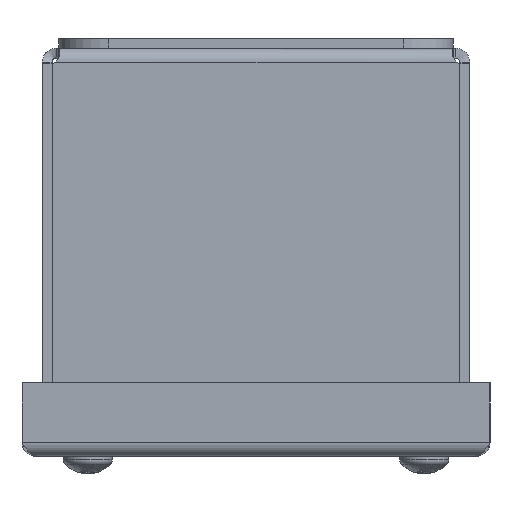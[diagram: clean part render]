
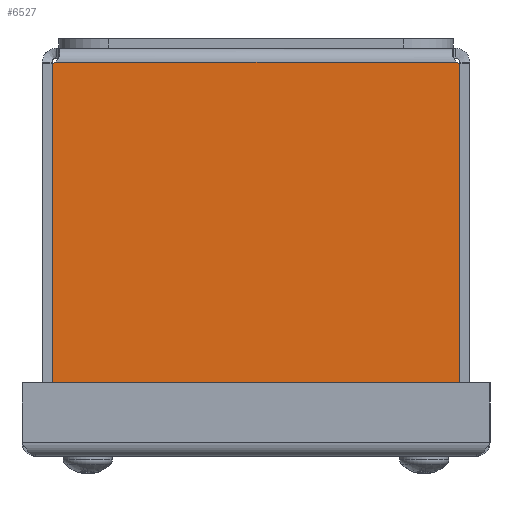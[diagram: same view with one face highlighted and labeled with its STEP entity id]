
A CAD part, front view. The second image highlights one B-rep face of the part: STEP entity #6527.
In plain terms, the highlighted planar face has unit normal (0, -1, 0).
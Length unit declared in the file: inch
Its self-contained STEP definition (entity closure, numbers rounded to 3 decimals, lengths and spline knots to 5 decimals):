
#377=CIRCLE('',#7033,0.07);
#379=CIRCLE('',#7036,0.07);
#704=PLANE('',#7035);
#1035=FACE_OUTER_BOUND('',#1441,.T.);
#1441=EDGE_LOOP('',(#5767,#5768,#5769,#5770,#5771,#5772));
#2016=LINE('',#11054,#2604);
#2024=LINE('',#11075,#2612);
#2068=LINE('',#11491,#2656);
#2069=LINE('',#11493,#2657);
#2604=VECTOR('',#8488,3.10059);
#2612=VECTOR('',#8516,2.58869);
#2656=VECTOR('',#8618,2.58869);
#2657=VECTOR('',#8619,3.04583);
#3239=VERTEX_POINT('',#11051);
#3240=VERTEX_POINT('',#11053);
#3243=VERTEX_POINT('',#11074);
#3276=VERTEX_POINT('',#11483);
#3277=VERTEX_POINT('',#11485);
#3279=VERTEX_POINT('',#11492);
#4047=EDGE_CURVE('',#3240,#3239,#2016,.T.);
#4058=EDGE_CURVE('',#3240,#3243,#2024,.T.);
#4119=EDGE_CURVE('',#3277,#3276,#377,.T.);
#4122=EDGE_CURVE('',#3277,#3239,#2068,.T.);
#4123=EDGE_CURVE('',#3276,#3279,#2069,.T.);
#4124=EDGE_CURVE('',#3279,#3243,#379,.T.);
#5767=ORIENTED_EDGE('',*,*,#4047,.T.);
#5768=ORIENTED_EDGE('',*,*,#4122,.F.);
#5769=ORIENTED_EDGE('',*,*,#4119,.T.);
#5770=ORIENTED_EDGE('',*,*,#4123,.T.);
#5771=ORIENTED_EDGE('',*,*,#4124,.T.);
#5772=ORIENTED_EDGE('',*,*,#4058,.F.);
#6527=ADVANCED_FACE('',(#1035),#704,.F.);
#7033=AXIS2_PLACEMENT_3D('',#11486,#8611,#8612);
#7035=AXIS2_PLACEMENT_3D('',#11490,#8616,#8617);
#7036=AXIS2_PLACEMENT_3D('',#11494,#8620,#8621);
#8488=DIRECTION('',(-1.,0.,0.));
#8516=DIRECTION('',(0.,0.,-1.));
#8611=DIRECTION('center_axis',(0.,1.,0.));
#8612=DIRECTION('ref_axis',(1.,0.,0.));
#8616=DIRECTION('center_axis',(0.,1.,0.));
#8617=DIRECTION('ref_axis',(1.,0.,0.));
#8618=DIRECTION('',(0.,0.,1.));
#8619=DIRECTION('',(1.,0.,0.));
#8620=DIRECTION('center_axis',(0.,1.,0.));
#8621=DIRECTION('ref_axis',(1.,0.,0.));
#11051=CARTESIAN_POINT('',(0.07471,0.,2.70475));
#11053=CARTESIAN_POINT('',(3.17529,0.,2.70475));
#11054=CARTESIAN_POINT('',(2.40015,0.,2.70475));
#11074=CARTESIAN_POINT('',(3.17529,0.,0.11606));
#11075=CARTESIAN_POINT('',(3.17529,0.,0.10525));
#11483=CARTESIAN_POINT('',(0.10208,0.,0.10525));
#11485=CARTESIAN_POINT('',(0.07471,0.,0.11606));
#11486=CARTESIAN_POINT('Origin',(0.06327,0.,
0.047));
#11490=CARTESIAN_POINT('Origin',(1.625,0.,1.37657));
#11491=CARTESIAN_POINT('',(0.07471,0.,0.10525));
#11492=CARTESIAN_POINT('',(3.14792,0.,0.10525));
#11493=CARTESIAN_POINT('',(1.625,0.,0.10525));
#11494=CARTESIAN_POINT('Origin',(3.18673,0.,
0.047));
